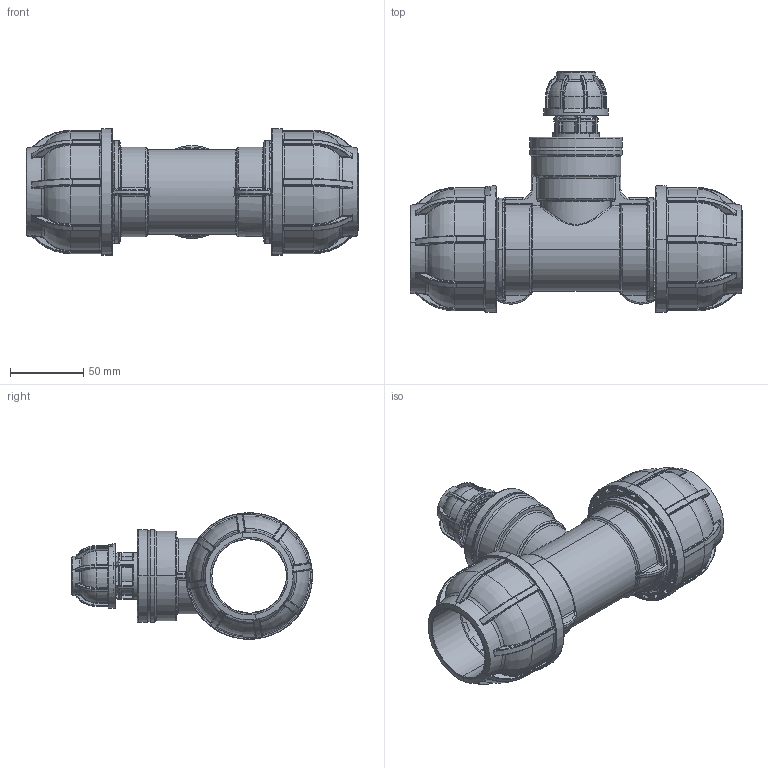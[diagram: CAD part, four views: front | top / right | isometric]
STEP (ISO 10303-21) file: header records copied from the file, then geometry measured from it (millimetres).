
FILE_DESCRIPTION (( 'STEP AP203' ), '1' );
FILE_NAME ('R217.050.020.step', '2013-11-19T09:25:43', ( 'Alusic' ), ( 'Alusic' ), 'SwSTEP 2.0', 'SolidWorks 2011', '' );
FILE_SCHEMA (( 'CONFIG_CONTROL_DESIGN' ));
Length unit declared in the file: millimetre
Products named in the file (1): R217.050.020
Bounding box: 226.9 x 164.65 x 86.5 mm (x, y, z)
Surface area: 130518.3 mm2 (no closed solid volume)
Topology: 0 solids, 77 shells, 1668 faces, 5547 edges, 3719 vertices
Faces by surface type: cylinder 500, bspline 370, plane 364, torus 356, cone 54, sphere 24
Entity records: 80063 total; most frequent: CARTESIAN_POINT 37328, DIRECTION 8508, ORIENTED_EDGE 8343, EDGE_CURVE 5513, VERTEX_POINT 3718, AXIS2_PLACEMENT_3D 3576, CIRCLE 2277, EDGE_LOOP 1682
